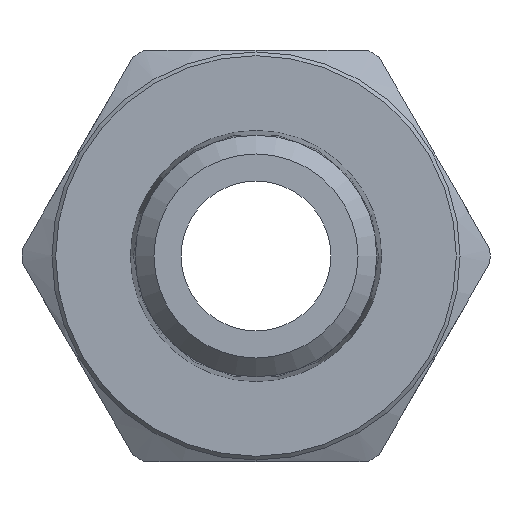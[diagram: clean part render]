
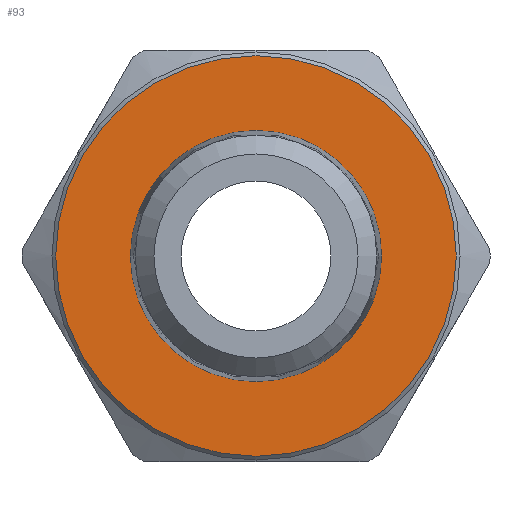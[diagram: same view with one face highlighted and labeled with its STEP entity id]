
A CAD part, front view. The second image highlights one B-rep face of the part: STEP entity #93.
In plain terms, the highlighted planar face has unit normal (0, -1, 0).
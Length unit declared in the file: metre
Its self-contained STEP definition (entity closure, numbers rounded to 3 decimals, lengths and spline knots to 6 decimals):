
#93 = ADVANCED_FACE( 'NONE', ( #195, #196 ), #197, .T. );
#195 = FACE_OUTER_BOUND( '', #298, .T. );
#196 = FACE_BOUND( '', #299, .T. );
#197 = PLANE( '', #300 );
#298 = EDGE_LOOP( '', ( #500 ) );
#299 = EDGE_LOOP( '', ( #501 ) );
#300 = AXIS2_PLACEMENT_3D( '', #502, #503, #504 );
#500 = ORIENTED_EDGE( '', *, *, #578, .T. );
#501 = ORIENTED_EDGE( '', *, *, #573, .F. );
#502 = CARTESIAN_POINT( '', ( 0.0107, 0.011, 0. ) );
#503 = DIRECTION( '', ( 0., -1., 0. ) );
#504 = DIRECTION( '', ( 0., 0., -1. ) );
#573 = EDGE_CURVE( 'NONE', #680, #680, #681, .T. );
#578 = EDGE_CURVE( 'NONE', #688, #688, #689, .T. );
#680 = VERTEX_POINT( '', #844 );
#681 = CIRCLE( '', #845, 0.006707 );
#688 = VERTEX_POINT( '', #852 );
#689 = CIRCLE( '', #853, 0.0107 );
#844 = CARTESIAN_POINT( '', ( 0.006707, 0.011, 0. ) );
#845 = AXIS2_PLACEMENT_3D( '', #1017, #1018, #1019 );
#852 = CARTESIAN_POINT( '', ( 0., 0.011, -0.0107 ) );
#853 = AXIS2_PLACEMENT_3D( '', #1026, #1027, #1028 );
#1017 = CARTESIAN_POINT( '', ( 0., 0.011, 0. ) );
#1018 = DIRECTION( '', ( 0., -1., 0. ) );
#1019 = DIRECTION( '', ( 1., 0., 0. ) );
#1026 = CARTESIAN_POINT( '', ( 0., 0.011, 0. ) );
#1027 = DIRECTION( '', ( 0., -1., 0. ) );
#1028 = DIRECTION( '', ( 0., 0., -1. ) );
